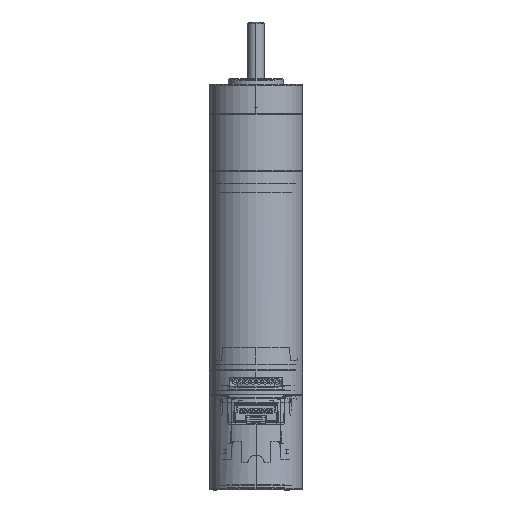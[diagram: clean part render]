
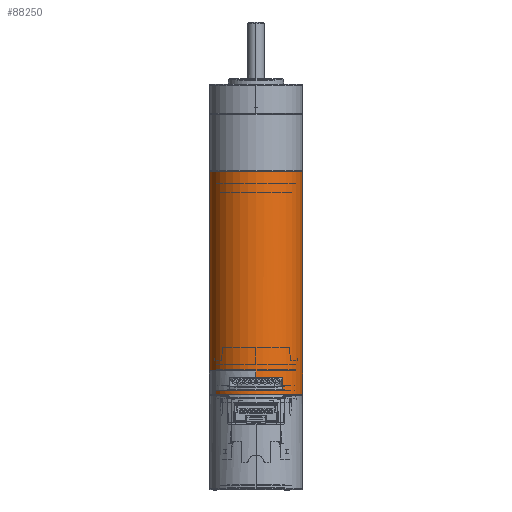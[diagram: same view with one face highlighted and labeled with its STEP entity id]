
A CAD part, front view. The second image highlights one B-rep face of the part: STEP entity #88250.
In plain terms, the highlighted cylindrical face has radius 11 mm (diameter 22 mm), a partial arc.
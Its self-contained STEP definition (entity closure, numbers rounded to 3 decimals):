
#18249=CARTESIAN_POINT('',(0.,0.,-4.5));
#18250=DIRECTION('',(0.,0.,-1.));
#18251=DIRECTION('',(0.,1.,0.));
#18252=AXIS2_PLACEMENT_3D('',#18249,#18250,#18251);
#18254=DIRECTION('',(0.,0.,-1.));
#18255=VECTOR('',#18254,1.);
#18256=CARTESIAN_POINT('',(-9.526,-5.5,-4.5));
#18257=LINE('',#18256,#18255);
#18258=CARTESIAN_POINT('',(6.168,-9.108,-4.3));
#18259=CARTESIAN_POINT('',(6.235,-9.063,
-4.367));
#18260=CARTESIAN_POINT('',(6.301,-9.017,
-4.434));
#18261=CARTESIAN_POINT('',(6.368,-8.97,-4.5));
#18263=DIRECTION('',(0.,0.,-1.));
#18264=VECTOR('',#18263,2.8);
#18265=CARTESIAN_POINT('',(6.168,-9.108,-1.5));
#18266=LINE('',#18265,#18264);
#18267=CARTESIAN_POINT('',(0.,0.,-1.5));
#18268=DIRECTION('',(0.,0.,-1.));
#18269=DIRECTION('',(0.561,-0.828,0.));
#18270=AXIS2_PLACEMENT_3D('',#18267,#18268,#18269);
#18272=CARTESIAN_POINT('',(0.,0.,0.));
#18273=DIRECTION('',(0.,0.,-1.));
#18274=DIRECTION('',(0.,-1.,0.));
#18275=AXIS2_PLACEMENT_3D('',#18272,#18273,#18274);
#18277=CARTESIAN_POINT('',(0.,0.,47.));
#18278=DIRECTION('',(0.,0.,-1.));
#18279=DIRECTION('',(1.,0.,0.));
#18280=AXIS2_PLACEMENT_3D('',#18277,#18278,#18279);
#18282=CARTESIAN_POINT('',(0.,0.,-4.5));
#18283=DIRECTION('',(0.,0.,-1.));
#18284=DIRECTION('',(-0.579,-0.815,0.));
#18285=AXIS2_PLACEMENT_3D('',#18282,#18283,#18284);
#18287=DIRECTION('',(0.,0.,-1.));
#18288=VECTOR('',#18287,1.);
#18289=CARTESIAN_POINT('',(9.526,5.5,-4.5));
#18290=LINE('',#18289,#18288);
#18291=DIRECTION('',(0.,0.,1.));
#18292=VECTOR('',#18291,4.5);
#18293=CARTESIAN_POINT('',(0.,11.,-4.5));
#18294=LINE('',#18293,#18292);
#18295=CARTESIAN_POINT('',(0.,0.,0.));
#18296=DIRECTION('',(0.,0.,-1.));
#18297=DIRECTION('',(0.,1.,0.));
#18298=AXIS2_PLACEMENT_3D('',#18295,#18296,#18297);
#18300=DIRECTION('',(0.,0.,1.));
#18301=VECTOR('',#18300,47.);
#18302=CARTESIAN_POINT('',(11.,0.,0.));
#18303=LINE('',#18302,#18301);
#18309=DIRECTION('',(0.,0.,-1.));
#18310=VECTOR('',#18309,47.);
#18311=CARTESIAN_POINT('',(-11.,0.,47.));
#18312=LINE('',#18311,#18310);
#18313=DIRECTION('',(0.,0.,1.));
#18314=VECTOR('',#18313,1.5);
#18315=CARTESIAN_POINT('',(0.,-11.,-1.5));
#18316=LINE('',#18315,#18314);
#18331=CARTESIAN_POINT('',(0.,0.,-5.5));
#18332=DIRECTION('',(0.,0.,-1.));
#18333=DIRECTION('',(0.866,0.5,0.));
#18334=AXIS2_PLACEMENT_3D('',#18331,#18332,#18333);
#22839=CARTESIAN_POINT('',(0.,0.,-4.5));
#22840=DIRECTION('',(0.,0.,1.));
#22841=DIRECTION('',(-0.579,-0.815,0.));
#22842=AXIS2_PLACEMENT_3D('',#22839,#22840,#22841);
#58759=CARTESIAN_POINT('',(11.,0.,47.));
#58760=CARTESIAN_POINT('',(-11.,0.,47.));
#58761=VERTEX_POINT('',#58759);
#58762=VERTEX_POINT('',#58760);
#58875=CARTESIAN_POINT('',(6.168,-9.108,-1.5));
#58876=CARTESIAN_POINT('',(0.,-11.,-1.5));
#58877=VERTEX_POINT('',#58875);
#58878=VERTEX_POINT('',#58876);
#58941=CARTESIAN_POINT('',(6.168,-9.108,-4.3));
#58943=VERTEX_POINT('',#58941);
#58986=CARTESIAN_POINT('',(0.,-11.,0.));
#58987=CARTESIAN_POINT('',(-11.,0.,0.));
#58988=VERTEX_POINT('',#58986);
#58989=VERTEX_POINT('',#58987);
#58990=CARTESIAN_POINT('',(0.,11.,0.));
#58991=CARTESIAN_POINT('',(11.,0.,0.));
#58992=VERTEX_POINT('',#58990);
#58993=VERTEX_POINT('',#58991);
#61041=CARTESIAN_POINT('',(-9.526,-5.5,-5.5));
#61042=CARTESIAN_POINT('',(9.526,5.5,-5.5));
#61043=VERTEX_POINT('',#61041);
#61044=VERTEX_POINT('',#61042);
#65496=CARTESIAN_POINT('',(0.,11.,-4.5));
#65497=CARTESIAN_POINT('',(9.526,5.5,-4.5));
#65498=VERTEX_POINT('',#65496);
#65499=VERTEX_POINT('',#65497);
#65500=CARTESIAN_POINT('',(-6.368,-8.97,-4.5));
#65501=CARTESIAN_POINT('',(-9.526,-5.5,-4.5));
#65502=VERTEX_POINT('',#65500);
#65503=VERTEX_POINT('',#65501);
#65521=CARTESIAN_POINT('',(6.368,-8.97,-4.5));
#65523=VERTEX_POINT('',#65521);
#88213=CARTESIAN_POINT('',(0.,0.,48.3));
#88214=DIRECTION('',(0.,0.,-1.));
#88215=DIRECTION('',(1.,0.,0.));
#88216=AXIS2_PLACEMENT_3D('',#88213,#88214,#88215);
#88217=CYLINDRICAL_SURFACE('',#88216,11.);
#88219=ORIENTED_EDGE('',*,*,#88218,.T.);
#88221=ORIENTED_EDGE('',*,*,#88220,.T.);
#88223=ORIENTED_EDGE('',*,*,#88222,.T.);
#88225=ORIENTED_EDGE('',*,*,#88224,.F.);
#88227=ORIENTED_EDGE('',*,*,#88226,.F.);
#88229=ORIENTED_EDGE('',*,*,#88228,.T.);
#88231=ORIENTED_EDGE('',*,*,#88230,.F.);
#88232=ORIENTED_EDGE('',*,*,#88201,.F.);
#88233=ORIENTED_EDGE('',*,*,#84837,.T.);
#88235=ORIENTED_EDGE('',*,*,#88234,.T.);
#88237=ORIENTED_EDGE('',*,*,#88236,.T.);
#88239=ORIENTED_EDGE('',*,*,#88238,.F.);
#88241=ORIENTED_EDGE('',*,*,#88240,.F.);
#88243=ORIENTED_EDGE('',*,*,#88242,.F.);
#88245=ORIENTED_EDGE('',*,*,#88244,.F.);
#88247=ORIENTED_EDGE('',*,*,#88246,.F.);
#88248=EDGE_LOOP('',(#88219,#88221,#88223,#88225,#88227,#88229,#88231,#88232,
#88233,#88235,#88237,#88239,#88241,#88243,#88245,#88247));
#88249=FACE_OUTER_BOUND('',#88248,.F.);
#88250=ADVANCED_FACE('',(#88249),#88217,.T.);
#18253=CIRCLE('',#18252,11.);
#18262=B_SPLINE_CURVE_WITH_KNOTS('',3,(#18258,#18259,#18260,#18261),
.UNSPECIFIED.,.F.,.F.,(4,4),(0.,1.),.UNSPECIFIED.);
#18271=CIRCLE('',#18270,11.);
#18276=CIRCLE('',#18275,11.);
#18281=CIRCLE('',#18280,11.);
#18286=CIRCLE('',#18285,11.);
#18299=CIRCLE('',#18298,11.);
#18335=CIRCLE('',#18334,11.);
#22843=CIRCLE('',#22842,11.);
#84837=EDGE_CURVE('',#58877,#58878,#18271,.T.);
#88201=EDGE_CURVE('',#58877,#58943,#18266,.T.);
#88218=EDGE_CURVE('',#65498,#65499,#18253,.T.);
#88220=EDGE_CURVE('',#65499,#61044,#18290,.T.);
#88222=EDGE_CURVE('',#61044,#61043,#18335,.T.);
#88224=EDGE_CURVE('',#65503,#61043,#18257,.T.);
#88226=EDGE_CURVE('',#65502,#65503,#18286,.T.);
#88228=EDGE_CURVE('',#65502,#65523,#22843,.T.);
#88230=EDGE_CURVE('',#58943,#65523,#18262,.T.);
#88234=EDGE_CURVE('',#58878,#58988,#18316,.T.);
#88236=EDGE_CURVE('',#58988,#58989,#18276,.T.);
#88238=EDGE_CURVE('',#58762,#58989,#18312,.T.);
#88240=EDGE_CURVE('',#58761,#58762,#18281,.T.);
#88242=EDGE_CURVE('',#58993,#58761,#18303,.T.);
#88244=EDGE_CURVE('',#58992,#58993,#18299,.T.);
#88246=EDGE_CURVE('',#65498,#58992,#18294,.T.);
